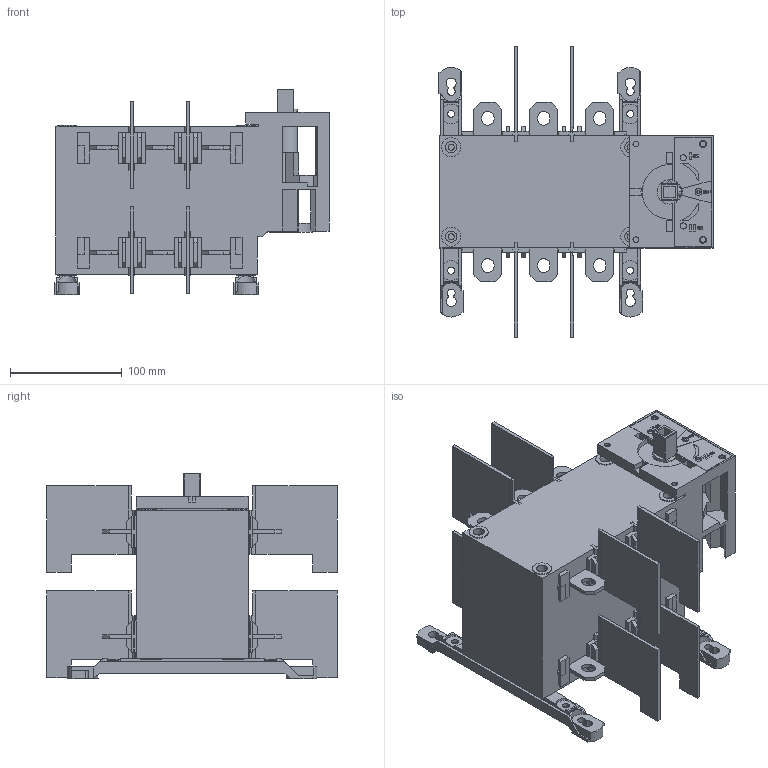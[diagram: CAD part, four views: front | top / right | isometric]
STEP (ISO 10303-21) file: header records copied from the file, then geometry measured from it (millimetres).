
FILE_DESCRIPTION (( 'STEP AP214' ), '1' );
FILE_NAME ('41503012.step', '2018-06-04T13:04:24', ( '' ), ( '' ), 'SwSTEP 2.0', 'SolidWorks 2017', '' );
FILE_SCHEMA (( 'AUTOMOTIVE_DESIGN' ));
Length unit declared in the file: inch
Products named in the file (1): 41503012
Bounding box: 245 x 259.5 x 183.55 mm (x, y, z)
Volume: 2956220.3 mm3; surface area: 355003 mm2
Topology: 11 solids, 11 shells, 1386 faces, 3785 edges, 2510 vertices
Faces by surface type: plane 1134, cylinder 248, bspline 4
Entity records: 61970 total; most frequent: CARTESIAN_POINT 8230, ORIENTED_EDGE 7570, DIRECTION 6958, EDGE_CURVE 3785, LINE 3182, VECTOR 3182, VERTEX_POINT 2510, AXIS2_PLACEMENT_3D 1888
